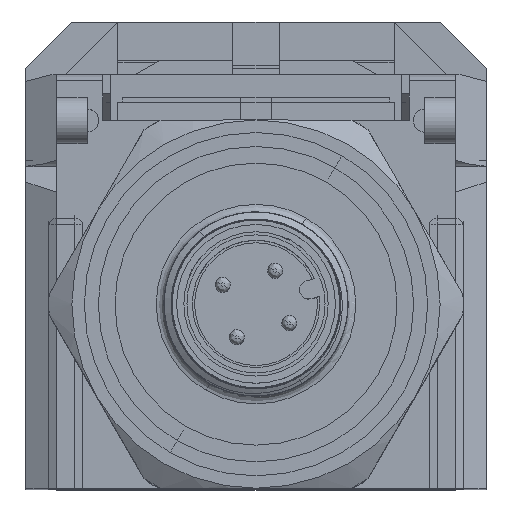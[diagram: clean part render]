
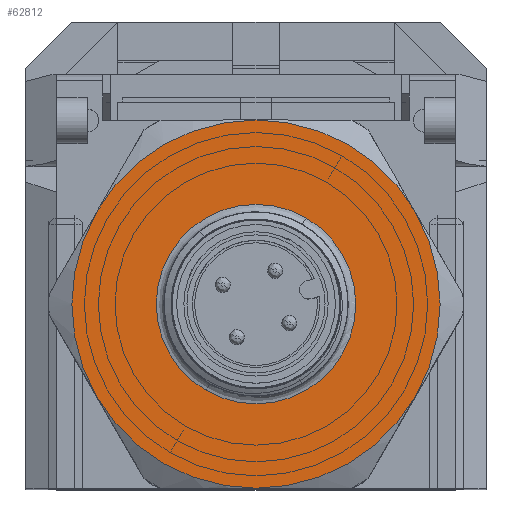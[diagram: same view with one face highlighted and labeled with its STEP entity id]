
A CAD part, top view. The second image highlights one B-rep face of the part: STEP entity #62812.
In plain terms, the highlighted planar face has unit normal (0, 0, 1).
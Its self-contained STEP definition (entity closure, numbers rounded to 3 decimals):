
#59592=CARTESIAN_POINT('',(0.,0.,-9.));
#59593=DIRECTION('',(0.,0.,-1.));
#59594=DIRECTION('',(0.,-1.,0.));
#59595=AXIS2_PLACEMENT_3D('',#59592,#59593,#59594);
#59597=CARTESIAN_POINT('',(0.,0.,-9.));
#59598=DIRECTION('',(0.,0.,-1.));
#59599=DIRECTION('',(0.,1.,0.));
#59600=AXIS2_PLACEMENT_3D('',#59597,#59598,#59599);
#59602=CARTESIAN_POINT('',(0.,0.,-9.));
#59603=DIRECTION('',(0.,0.,1.));
#59604=DIRECTION('',(1.,0.,0.));
#59605=AXIS2_PLACEMENT_3D('',#59602,#59603,#59604);
#59607=CARTESIAN_POINT('',(0.,0.,-9.));
#59608=DIRECTION('',(0.,0.,1.));
#59609=DIRECTION('',(0.5,-0.866,0.));
#59610=AXIS2_PLACEMENT_3D('',#59607,#59608,#59609);
#59612=CARTESIAN_POINT('',(0.,0.,-9.));
#59613=DIRECTION('',(0.,0.,1.));
#59614=DIRECTION('',(-0.5,-0.866,0.));
#59615=AXIS2_PLACEMENT_3D('',#59612,#59613,#59614);
#59617=CARTESIAN_POINT('',(0.,0.,-9.));
#59618=DIRECTION('',(0.,0.,1.));
#59619=DIRECTION('',(-1.,0.,0.));
#59620=AXIS2_PLACEMENT_3D('',#59617,#59618,#59619);
#59622=CARTESIAN_POINT('',(0.,0.,-9.));
#59623=DIRECTION('',(0.,0.,1.));
#59624=DIRECTION('',(-0.5,0.866,0.));
#59625=AXIS2_PLACEMENT_3D('',#59622,#59623,#59624);
#59627=CARTESIAN_POINT('',(0.,0.,-9.));
#59628=DIRECTION('',(0.,0.,1.));
#59629=DIRECTION('',(0.5,0.866,0.));
#59630=AXIS2_PLACEMENT_3D('',#59627,#59628,#59629);
#61217=CARTESIAN_POINT('',(0.,-6.5,-9.));
#61218=CARTESIAN_POINT('',(0.,6.5,-9.));
#61219=VERTEX_POINT('',#61217);
#61220=VERTEX_POINT('',#61218);
#61289=CARTESIAN_POINT('',(12.,0.,-9.));
#61290=CARTESIAN_POINT('',(6.,10.392,-9.));
#61291=VERTEX_POINT('',#61289);
#61292=VERTEX_POINT('',#61290);
#61293=CARTESIAN_POINT('',(-6.,10.392,-9.));
#61294=VERTEX_POINT('',#61293);
#61295=CARTESIAN_POINT('',(-12.,0.,-9.));
#61296=VERTEX_POINT('',#61295);
#61297=CARTESIAN_POINT('',(-6.,-10.392,-9.));
#61298=VERTEX_POINT('',#61297);
#61299=CARTESIAN_POINT('',(6.,-10.392,-9.));
#61300=VERTEX_POINT('',#61299);
#62789=CARTESIAN_POINT('',(0.,0.,-9.));
#62790=DIRECTION('',(0.,0.,-1.));
#62791=DIRECTION('',(0.,-1.,0.));
#62792=AXIS2_PLACEMENT_3D('',#62789,#62790,#62791);
#62793=PLANE('',#62792);
#62795=ORIENTED_EDGE('',*,*,#62794,.F.);
#62797=ORIENTED_EDGE('',*,*,#62796,.F.);
#62799=ORIENTED_EDGE('',*,*,#62798,.F.);
#62801=ORIENTED_EDGE('',*,*,#62800,.F.);
#62803=ORIENTED_EDGE('',*,*,#62802,.F.);
#62805=ORIENTED_EDGE('',*,*,#62804,.F.);
#62806=EDGE_LOOP('',(#62795,#62797,#62799,#62801,#62803,#62805));
#62807=FACE_OUTER_BOUND('',#62806,.F.);
#62808=ORIENTED_EDGE('',*,*,#62769,.F.);
#62809=ORIENTED_EDGE('',*,*,#62783,.F.);
#62810=EDGE_LOOP('',(#62808,#62809));
#62811=FACE_BOUND('',#62810,.F.);
#62812=ADVANCED_FACE('',(#62807,#62811),#62793,.F.);
#59596=CIRCLE('',#59595,6.5);
#59601=CIRCLE('',#59600,6.5);
#59606=CIRCLE('',#59605,12.);
#59611=CIRCLE('',#59610,12.);
#59616=CIRCLE('',#59615,12.);
#59621=CIRCLE('',#59620,12.);
#59626=CIRCLE('',#59625,12.);
#59631=CIRCLE('',#59630,12.);
#62769=EDGE_CURVE('',#61219,#61220,#59596,.T.);
#62783=EDGE_CURVE('',#61220,#61219,#59601,.T.);
#62794=EDGE_CURVE('',#61291,#61292,#59606,.T.);
#62796=EDGE_CURVE('',#61300,#61291,#59611,.T.);
#62798=EDGE_CURVE('',#61298,#61300,#59616,.T.);
#62800=EDGE_CURVE('',#61296,#61298,#59621,.T.);
#62802=EDGE_CURVE('',#61294,#61296,#59626,.T.);
#62804=EDGE_CURVE('',#61292,#61294,#59631,.T.);
